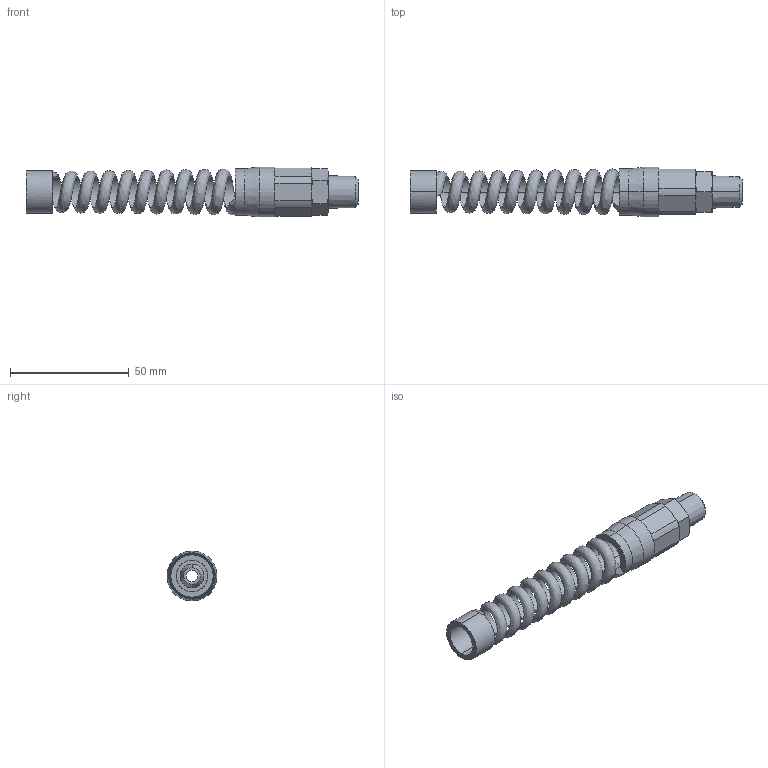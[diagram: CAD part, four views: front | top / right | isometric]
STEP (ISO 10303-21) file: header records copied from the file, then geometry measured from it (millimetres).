
FILE_DESCRIPTION (( 'STEP AP214' ), '1' );
FILE_NAME ('HSR14-14N.step', '2018-07-23T20:38:44', ( '' ), ( '' ), 'SwSTEP 2.0', 'SolidWorks 2017', '' );
FILE_SCHEMA (( 'AUTOMOTIVE_DESIGN' ));
Length unit declared in the file: inch
Products named in the file (1): HSR14-14N
Bounding box: 139.6 x 21 x 21 mm (x, y, z)
Volume: 14845.8 mm3; surface area: 16106.6 mm2
Topology: 3 solids, 3 shells, 121 faces, 290 edges, 182 vertices
Faces by surface type: cylinder 49, cone 38, plane 33, bspline 1
Entity records: 10476 total; most frequent: CARTESIAN_POINT 6127, ORIENTED_EDGE 580, DIRECTION 542, EDGE_CURVE 290, AXIS2_PLACEMENT_3D 231, VERTEX_POINT 182, EDGE_LOOP 136, UNCERTAINTY_MEASURE_WITH_UNIT 126
